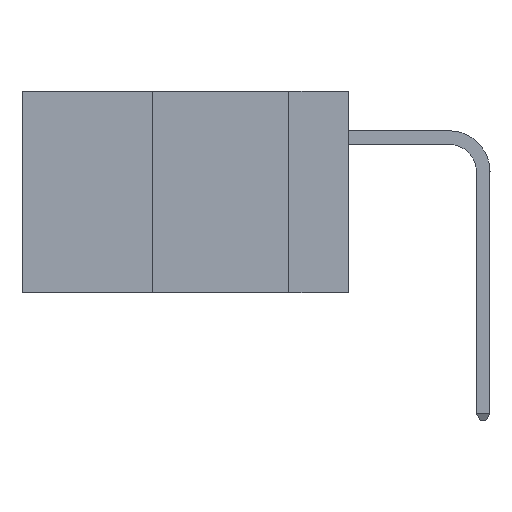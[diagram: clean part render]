
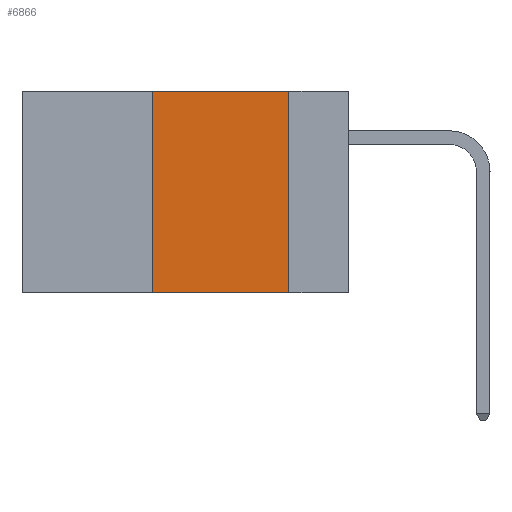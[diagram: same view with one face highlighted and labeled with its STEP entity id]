
A CAD part, left-side view. The second image highlights one B-rep face of the part: STEP entity #6866.
In plain terms, the highlighted planar face has unit normal (-1, 0, 0).
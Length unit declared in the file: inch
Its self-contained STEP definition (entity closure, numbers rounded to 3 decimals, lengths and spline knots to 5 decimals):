
#40 = PLANE ( 'NONE',  #10041 ) ;
#624 = CARTESIAN_POINT ( 'NONE',  ( 0., 0.11, 0. ) ) ;
#781 = DIRECTION ( 'NONE',  ( 1., 0., 0. ) ) ;
#1096 = EDGE_CURVE ( 'NONE', #1706, #13488, #7549, .T. ) ;
#1447 = EDGE_CURVE ( 'NONE', #2840, #6181, #12332, .T. ) ;
#1706 = VERTEX_POINT ( 'NONE', #4919 ) ;
#2084 = FACE_OUTER_BOUND ( 'NONE', #3732, .T. ) ;
#2840 = VERTEX_POINT ( 'NONE', #12372 ) ;
#2860 = ORIENTED_EDGE ( 'NONE', *, *, #1096, .T. ) ;
#3007 = DIRECTION ( 'NONE',  ( 0., 0., -1. ) ) ;
#3684 = EDGE_CURVE ( 'NONE', #6181, #13488, #5648, .T. ) ;
#3732 = EDGE_LOOP ( 'NONE', ( #4031, #12526, #14134, #2860 ) ) ;
#3885 = CARTESIAN_POINT ( 'NONE',  ( 0., 0.11, 0. ) ) ;
#3899 = VECTOR ( 'NONE', #14492, 39.37008 ) ;
#4031 = ORIENTED_EDGE ( 'NONE', *, *, #3684, .F. ) ;
#4919 = CARTESIAN_POINT ( 'NONE',  ( 0., 0.36, -0.37 ) ) ;
#5542 = DIRECTION ( 'NONE',  ( 0., 0., -1. ) ) ;
#5648 = LINE ( 'NONE', #624, #6070 ) ;
#6070 = VECTOR ( 'NONE', #3007, 39.37008 ) ;
#6181 = VERTEX_POINT ( 'NONE', #3885 ) ;
#6623 = DIRECTION ( 'NONE',  ( 0., -1., 0. ) ) ;
#6866 = ADVANCED_FACE ( 'NONE', ( #2084 ), #40, .F. ) ;
#7299 = CARTESIAN_POINT ( 'NONE',  ( 0., 0.36, 0. ) ) ;
#7549 = LINE ( 'NONE', #8417, #13961 ) ;
#8417 = CARTESIAN_POINT ( 'NONE',  ( 0., 0.6, -0.37 ) ) ;
#9795 = LINE ( 'NONE', #7299, #3899 ) ;
#10041 = AXIS2_PLACEMENT_3D ( 'NONE', #13286, #781, #5542 ) ;
#10693 = CARTESIAN_POINT ( 'NONE',  ( 0., 0.6, 0. ) ) ;
#11267 = DIRECTION ( 'NONE',  ( 0., -1., 0. ) ) ;
#11665 = EDGE_CURVE ( 'NONE', #1706, #2840, #9795, .T. ) ;
#12332 = LINE ( 'NONE', #10693, #15007 ) ;
#12372 = CARTESIAN_POINT ( 'NONE',  ( 0., 0.36, 0. ) ) ;
#12526 = ORIENTED_EDGE ( 'NONE', *, *, #1447, .F. ) ;
#13092 = CARTESIAN_POINT ( 'NONE',  ( 0., 0.11, -0.37 ) ) ;
#13286 = CARTESIAN_POINT ( 'NONE',  ( 0., 0.6, 0. ) ) ;
#13488 = VERTEX_POINT ( 'NONE', #13092 ) ;
#13961 = VECTOR ( 'NONE', #11267, 39.37008 ) ;
#14134 = ORIENTED_EDGE ( 'NONE', *, *, #11665, .F. ) ;
#14492 = DIRECTION ( 'NONE',  ( 0., 0., 1. ) ) ;
#15007 = VECTOR ( 'NONE', #6623, 39.37008 ) ;
